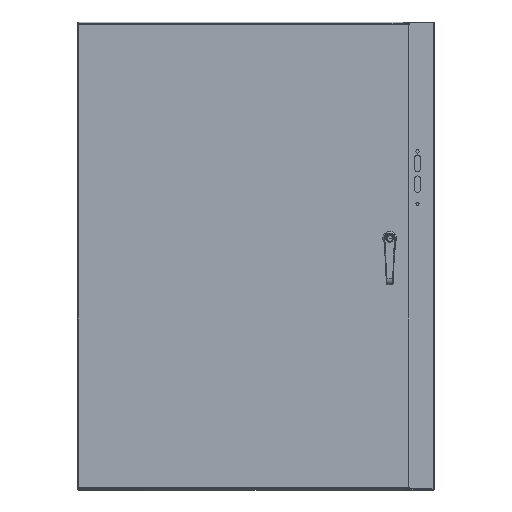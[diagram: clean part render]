
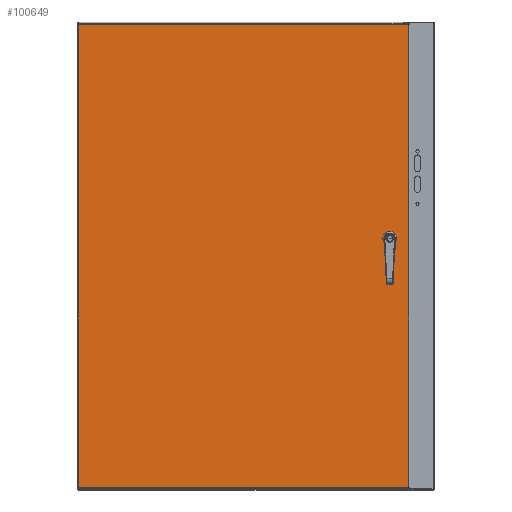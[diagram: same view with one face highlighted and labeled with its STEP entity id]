
A CAD part, top view. The second image highlights one B-rep face of the part: STEP entity #100649.
In plain terms, the highlighted planar face has unit normal (0, 0, 1).
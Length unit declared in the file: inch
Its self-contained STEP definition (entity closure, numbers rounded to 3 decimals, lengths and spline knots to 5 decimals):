
#2326 = ORIENTED_EDGE ( 'NONE', *, *, #25150, .T. ) ;
#3589 = FACE_OUTER_BOUND ( 'NONE', #40018, .T. ) ;
#5041 = EDGE_CURVE ( 'NONE', #21955, #5079, #121539, .T. ) ;
#5079 = VERTEX_POINT ( 'NONE', #135333 ) ;
#6451 = DIRECTION ( 'NONE',  ( -1., 0., 0. ) ) ;
#7325 = EDGE_CURVE ( 'NONE', #130263, #25889, #30684, .T. ) ;
#9139 = VERTEX_POINT ( 'NONE', #91007 ) ;
#10914 = DIRECTION ( 'NONE',  ( 0., 0., -1. ) ) ;
#11259 = DIRECTION ( 'NONE',  ( 0., -1., 0. ) ) ;
#12933 = ORIENTED_EDGE ( 'NONE', *, *, #99127, .F. ) ;
#14689 = DIRECTION ( 'NONE',  ( 0., 0., -1. ) ) ;
#16651 = CARTESIAN_POINT ( 'NONE',  ( 22.3925, 22.33738, 8.9175 ) ) ;
#17109 = DIRECTION ( 'NONE',  ( 0., 1., 0. ) ) ;
#17272 = ORIENTED_EDGE ( 'NONE', *, *, #78644, .T. ) ;
#17319 = CARTESIAN_POINT ( 'NONE',  ( -5.9104, 0.2146, 8.9175 ) ) ;
#20026 = CARTESIAN_POINT ( 'NONE',  ( 21.5925, 22.76262, 8.9175 ) ) ;
#21902 = DIRECTION ( 'NONE',  ( 1., 0., 0. ) ) ;
#21955 = VERTEX_POINT ( 'NONE', #87245 ) ;
#22336 = CARTESIAN_POINT ( 'NONE',  ( 22.3925, 22.33738, 8.9175 ) ) ;
#25150 = EDGE_CURVE ( 'NONE', #25889, #71314, #101887, .T. ) ;
#25587 = FACE_BOUND ( 'NONE', #129341, .T. ) ;
#25889 = VERTEX_POINT ( 'NONE', #135823 ) ;
#26502 = LINE ( 'NONE', #117105, #51316 ) ;
#27913 = DIRECTION ( 'NONE',  ( -1., 0., 0. ) ) ;
#27941 = LINE ( 'NONE', #128839, #129065 ) ;
#30639 = VERTEX_POINT ( 'NONE', #46311 ) ;
#30684 = CIRCLE ( 'NONE', #46843, 0.453 ) ;
#31284 = ORIENTED_EDGE ( 'NONE', *, *, #37680, .T. ) ;
#31412 = CARTESIAN_POINT ( 'NONE',  ( 22.20512, 22.95, 8.9175 ) ) ;
#32049 = LINE ( 'NONE', #66338, #141580 ) ;
#34285 = CARTESIAN_POINT ( 'NONE',  ( 21.9925, 22.55, 8.9175 ) ) ;
#35578 = VECTOR ( 'NONE', #110504, 39.37008 ) ;
#37379 = EDGE_CURVE ( 'NONE', #51278, #130263, #27941, .T. ) ;
#37680 = EDGE_CURVE ( 'NONE', #84541, #43886, #42535, .T. ) ;
#39037 = AXIS2_PLACEMENT_3D ( 'NONE', #56663, #143071, #123340 ) ;
#40018 = EDGE_LOOP ( 'NONE', ( #135524, #121667, #114740, #12933 ) ) ;
#42273 = LINE ( 'NONE', #53947, #135475 ) ;
#42535 = LINE ( 'NONE', #20026, #89405 ) ;
#43886 = VERTEX_POINT ( 'NONE', #68889 ) ;
#46311 = CARTESIAN_POINT ( 'NONE',  ( 22.20512, 22.15, 8.9175 ) ) ;
#46843 = AXIS2_PLACEMENT_3D ( 'NONE', #94919, #139582, #98538 ) ;
#48760 = CARTESIAN_POINT ( 'NONE',  ( 21.5925, 22.33738, 8.9175 ) ) ;
#51278 = VERTEX_POINT ( 'NONE', #93724 ) ;
#51316 = VECTOR ( 'NONE', #27913, 39.37008 ) ;
#53947 = CARTESIAN_POINT ( 'NONE',  ( -5.9104, 21., 8.9175 ) ) ;
#56058 = VERTEX_POINT ( 'NONE', #134725 ) ;
#56632 = AXIS2_PLACEMENT_3D ( 'NONE', #105912, #119803, #6451 ) ;
#56663 = CARTESIAN_POINT ( 'NONE',  ( 21.9925, 22.55, 8.9175 ) ) ;
#56730 = ORIENTED_EDGE ( 'NONE', *, *, #89884, .T. ) ;
#59193 = DIRECTION ( 'NONE',  ( -1., 0., 0. ) ) ;
#60106 = CIRCLE ( 'NONE', #39037, 0.453 ) ;
#60543 = PLANE ( 'NONE',  #56632 ) ;
#62220 = DIRECTION ( 'NONE',  ( 0., -1., 0. ) ) ;
#64450 = CARTESIAN_POINT ( 'NONE',  ( 8.90625, 41.7854, 8.9175 ) ) ;
#66289 = CIRCLE ( 'NONE', #124746, 0.453 ) ;
#66338 = CARTESIAN_POINT ( 'NONE',  ( 23.7229, 21., 8.9175 ) ) ;
#68889 = CARTESIAN_POINT ( 'NONE',  ( 21.5925, 22.76262, 8.9175 ) ) ;
#71314 = VERTEX_POINT ( 'NONE', #16651 ) ;
#73372 = VECTOR ( 'NONE', #11259, 39.37008 ) ;
#78644 = EDGE_CURVE ( 'NONE', #43886, #51278, #66289, .T. ) ;
#84541 = VERTEX_POINT ( 'NONE', #48760 ) ;
#86345 = EDGE_CURVE ( 'NONE', #56058, #131298, #97036, .T. ) ;
#87245 = CARTESIAN_POINT ( 'NONE',  ( -5.9104, 41.7854, 8.9175 ) ) ;
#87508 = ORIENTED_EDGE ( 'NONE', *, *, #37379, .T. ) ;
#89023 = DIRECTION ( 'NONE',  ( 0., 1., 0. ) ) ;
#89405 = VECTOR ( 'NONE', #17109, 39.37008 ) ;
#89800 = DIRECTION ( 'NONE',  ( -1., 0., 0. ) ) ;
#89884 = EDGE_CURVE ( 'NONE', #71314, #30639, #60106, .T. ) ;
#91007 = CARTESIAN_POINT ( 'NONE',  ( 21.77988, 22.15, 8.9175 ) ) ;
#93724 = CARTESIAN_POINT ( 'NONE',  ( 21.77988, 22.95, 8.9175 ) ) ;
#94919 = CARTESIAN_POINT ( 'NONE',  ( 21.9925, 22.55, 8.9175 ) ) ;
#95531 = ORIENTED_EDGE ( 'NONE', *, *, #138310, .T. ) ;
#96927 = VECTOR ( 'NONE', #108742, 39.37008 ) ;
#97036 = LINE ( 'NONE', #130025, #96927 ) ;
#98538 = DIRECTION ( 'NONE',  ( -1., 0., 0. ) ) ;
#99127 = EDGE_CURVE ( 'NONE', #131298, #21955, #42273, .T. ) ;
#100649 = ADVANCED_FACE ( 'NONE', ( #25587, #3589 ), #60543, .F. ) ;
#101887 = LINE ( 'NONE', #22336, #73372 ) ;
#103113 = CARTESIAN_POINT ( 'NONE',  ( 21.9925, 22.55, 8.9175 ) ) ;
#105912 = CARTESIAN_POINT ( 'NONE',  ( 8.90625, 21., 8.9175 ) ) ;
#108742 = DIRECTION ( 'NONE',  ( -1., 0., 0. ) ) ;
#110504 = DIRECTION ( 'NONE',  ( 1., 0., 0. ) ) ;
#113492 = AXIS2_PLACEMENT_3D ( 'NONE', #34285, #10914, #89800 ) ;
#114740 = ORIENTED_EDGE ( 'NONE', *, *, #5041, .F. ) ;
#115835 = CIRCLE ( 'NONE', #113492, 0.453 ) ;
#117105 = CARTESIAN_POINT ( 'NONE',  ( 21.77988, 22.15, 8.9175 ) ) ;
#119803 = DIRECTION ( 'NONE',  ( 0., 0., -1. ) ) ;
#121539 = LINE ( 'NONE', #64450, #35578 ) ;
#121667 = ORIENTED_EDGE ( 'NONE', *, *, #128090, .F. ) ;
#121916 = ORIENTED_EDGE ( 'NONE', *, *, #7325, .T. ) ;
#123340 = DIRECTION ( 'NONE',  ( -1., 0., 0. ) ) ;
#124746 = AXIS2_PLACEMENT_3D ( 'NONE', #103113, #14689, #59193 ) ;
#128090 = EDGE_CURVE ( 'NONE', #5079, #56058, #32049, .T. ) ;
#128839 = CARTESIAN_POINT ( 'NONE',  ( 22.20512, 22.95, 8.9175 ) ) ;
#129065 = VECTOR ( 'NONE', #21902, 39.37008 ) ;
#129341 = EDGE_LOOP ( 'NONE', ( #87508, #121916, #2326, #56730, #138554, #95531, #31284, #17272 ) ) ;
#130025 = CARTESIAN_POINT ( 'NONE',  ( 8.90625, 0.2146, 8.9175 ) ) ;
#130263 = VERTEX_POINT ( 'NONE', #31412 ) ;
#131298 = VERTEX_POINT ( 'NONE', #17319 ) ;
#134725 = CARTESIAN_POINT ( 'NONE',  ( 23.7229, 0.2146, 8.9175 ) ) ;
#135333 = CARTESIAN_POINT ( 'NONE',  ( 23.7229, 41.7854, 8.9175 ) ) ;
#135475 = VECTOR ( 'NONE', #89023, 39.37008 ) ;
#135524 = ORIENTED_EDGE ( 'NONE', *, *, #86345, .F. ) ;
#135823 = CARTESIAN_POINT ( 'NONE',  ( 22.3925, 22.76262, 8.9175 ) ) ;
#138310 = EDGE_CURVE ( 'NONE', #9139, #84541, #115835, .T. ) ;
#138554 = ORIENTED_EDGE ( 'NONE', *, *, #141729, .T. ) ;
#139582 = DIRECTION ( 'NONE',  ( 0., 0., -1. ) ) ;
#141580 = VECTOR ( 'NONE', #62220, 39.37008 ) ;
#141729 = EDGE_CURVE ( 'NONE', #30639, #9139, #26502, .T. ) ;
#143071 = DIRECTION ( 'NONE',  ( 0., 0., -1. ) ) ;
